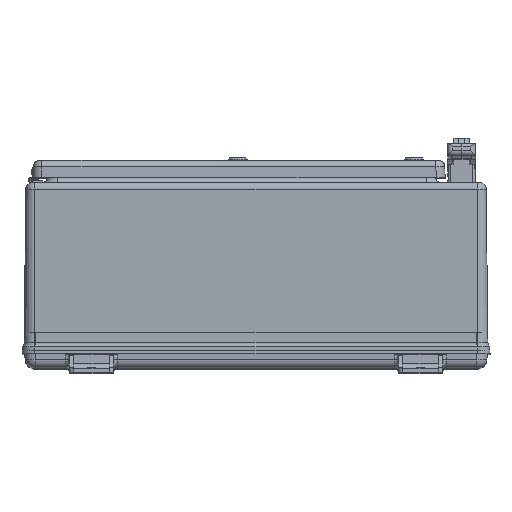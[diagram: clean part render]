
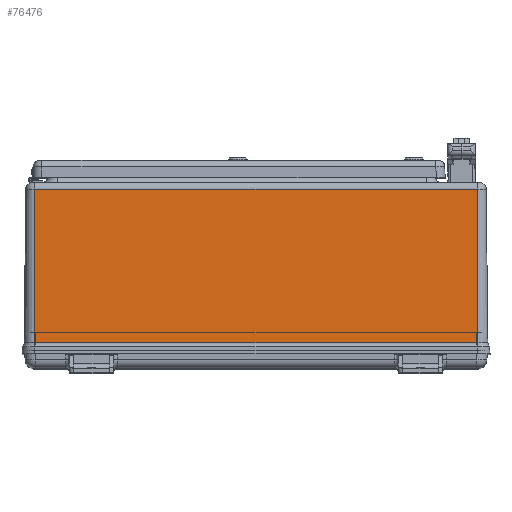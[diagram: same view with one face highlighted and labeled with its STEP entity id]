
A CAD part, top view. The second image highlights one B-rep face of the part: STEP entity #76476.
In plain terms, the highlighted planar face has unit normal (0, 0.011, 1).
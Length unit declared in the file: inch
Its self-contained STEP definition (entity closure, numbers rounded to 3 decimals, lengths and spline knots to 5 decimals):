
#3619 = EDGE_CURVE ( 'NONE', #13790, #38023, #79086, .T. ) ;
#4772 = CARTESIAN_POINT ( 'NONE',  ( -11.47558, -1.61819, 15.42589 ) ) ;
#5361 = DIRECTION ( 'NONE',  ( -1., 0., 0. ) ) ;
#13790 = VERTEX_POINT ( 'NONE', #35456 ) ;
#16029 = DIRECTION ( 'NONE',  ( 0., -1., 0.011 ) ) ;
#18477 = LINE ( 'NONE', #36520, #70708 ) ;
#18962 = ORIENTED_EDGE ( 'NONE', *, *, #69931, .T. ) ;
#21631 = EDGE_CURVE ( 'NONE', #13790, #22429, #28639, .T. ) ;
#22429 = VERTEX_POINT ( 'NONE', #81589 ) ;
#28254 = FACE_OUTER_BOUND ( 'NONE', #85425, .T. ) ;
#28639 = LINE ( 'NONE', #36907, #73450 ) ;
#29916 = ORIENTED_EDGE ( 'NONE', *, *, #41375, .T. ) ;
#30006 = PLANE ( 'NONE',  #39190 ) ;
#35456 = CARTESIAN_POINT ( 'NONE',  ( -11.47558, -10.26361, 15.51945 ) ) ;
#35798 = CARTESIAN_POINT ( 'NONE',  ( 13.39942, -10.26361, 15.51945 ) ) ;
#36520 = CARTESIAN_POINT ( 'NONE',  ( 13.39942, -1.24725, 15.42188 ) ) ;
#36907 = CARTESIAN_POINT ( 'NONE',  ( -11.47558, -1.24725, 15.42188 ) ) ;
#37491 = DIRECTION ( 'NONE',  ( 0., 1., -0.011 ) ) ;
#38023 = VERTEX_POINT ( 'NONE', #35798 ) ;
#39190 = AXIS2_PLACEMENT_3D ( 'NONE', #49135, #83690, #16029 ) ;
#39654 = ORIENTED_EDGE ( 'NONE', *, *, #21631, .F. ) ;
#41375 = EDGE_CURVE ( 'NONE', #38023, #88532, #18477, .T. ) ;
#44933 = ORIENTED_EDGE ( 'NONE', *, *, #3619, .T. ) ;
#49135 = CARTESIAN_POINT ( 'NONE',  ( -11.47558, -1.24725, 15.42188 ) ) ;
#51766 = LINE ( 'NONE', #4772, #67753 ) ;
#56837 = DIRECTION ( 'NONE',  ( 1., 0., 0. ) ) ;
#60977 = VECTOR ( 'NONE', #56837, 39.37008 ) ;
#65826 = CARTESIAN_POINT ( 'NONE',  ( 13.39942, -1.61819, 15.42589 ) ) ;
#67753 = VECTOR ( 'NONE', #5361, 39.37008 ) ;
#69931 = EDGE_CURVE ( 'NONE', #88532, #22429, #51766, .T. ) ;
#70708 = VECTOR ( 'NONE', #81206, 39.37008 ) ;
#73450 = VECTOR ( 'NONE', #37491, 39.37008 ) ;
#76476 = ADVANCED_FACE ( 'NONE', ( #28254 ), #30006, .T. ) ;
#77396 = CARTESIAN_POINT ( 'NONE',  ( -11.47558, -10.26361, 15.51945 ) ) ;
#79086 = LINE ( 'NONE', #77396, #60977 ) ;
#81206 = DIRECTION ( 'NONE',  ( 0., 1., -0.011 ) ) ;
#81589 = CARTESIAN_POINT ( 'NONE',  ( -11.47558, -1.61819, 15.42589 ) ) ;
#83690 = DIRECTION ( 'NONE',  ( 0., 0.011, 1. ) ) ;
#85425 = EDGE_LOOP ( 'NONE', ( #18962, #39654, #44933, #29916 ) ) ;
#88532 = VERTEX_POINT ( 'NONE', #65826 ) ;
